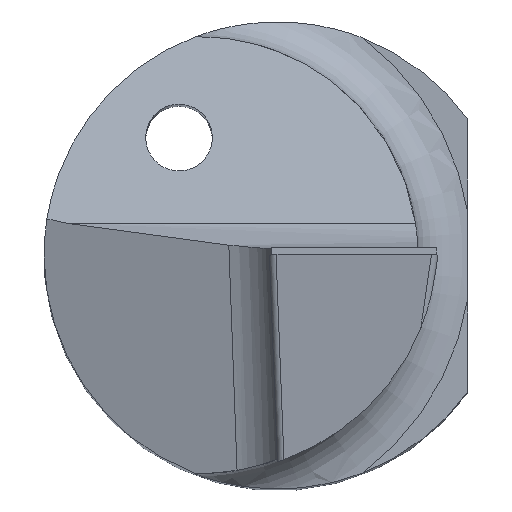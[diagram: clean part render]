
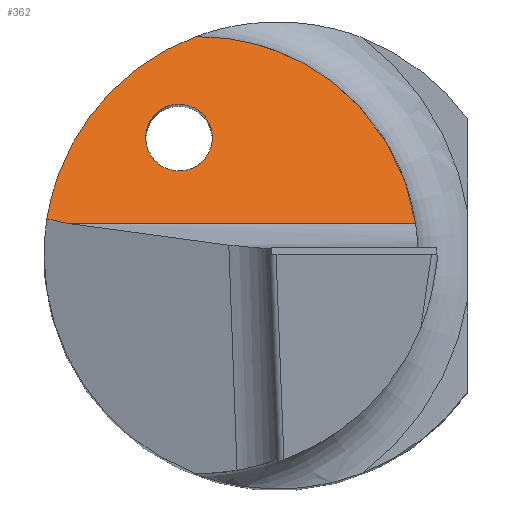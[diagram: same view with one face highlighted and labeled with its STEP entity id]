
A CAD part, top view. The second image highlights one B-rep face of the part: STEP entity #362.
In plain terms, the highlighted planar face has unit normal (0, 0.766, 0.643).
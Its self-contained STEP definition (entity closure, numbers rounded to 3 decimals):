
#8 = VERTEX_POINT ( 'NONE', #874 ) ;
#40 =( BOUNDED_CURVE ( )  B_SPLINE_CURVE ( 3, ( #71, #287, #292, #78 ),
 .UNSPECIFIED., .F., .F. ) 
 B_SPLINE_CURVE_WITH_KNOTS ( ( 4, 4 ),
 ( 4.858, 6.302 ),
 .UNSPECIFIED. ) 
 CURVE ( )  GEOMETRIC_REPRESENTATION_ITEM ( )  RATIONAL_B_SPLINE_CURVE ( ( 1., 0.834, 0.834, 1. ) ) 
 REPRESENTATION_ITEM ( '' )  );
#71 = CARTESIAN_POINT ( 'NONE',  ( 2.065, 0.474, 19.338 ) ) ;
#76 = CARTESIAN_POINT ( 'NONE',  ( -3.258, 1.817, 17.738 ) ) ;
#78 = CARTESIAN_POINT ( 'NONE',  ( -1.236, 3.274, 16.001 ) ) ;
#84 = CARTESIAN_POINT ( 'NONE',  ( 5., 0.474, 19.338 ) ) ;
#102 = VECTOR ( 'NONE', #219, 1000. ) ;
#113 = CARTESIAN_POINT ( 'NONE',  ( -2.478, 1.262, 18.399 ) ) ;
#119 = CARTESIAN_POINT ( 'NONE',  ( -1.478, 1.262, 18.399 ) ) ;
#149 = DIRECTION ( 'NONE',  ( 0., 0.766, 0.643 ) ) ;
#155 = FACE_BOUND ( 'NONE', #749, .T. ) ;
#170 = CARTESIAN_POINT ( 'NONE',  ( -3.15, 0.474, 19.338 ) ) ;
#186 = ORIENTED_EDGE ( 'NONE', *, *, #827, .T. ) ;
#206 = EDGE_CURVE ( 'NONE', #463, #502, #355, .T. ) ;
#219 = DIRECTION ( 'NONE',  ( -0.946, 0.208, -0.247 ) ) ;
#224 = CARTESIAN_POINT ( 'NONE',  ( 4.15, -1.127, 21.246 ) ) ;
#249 = EDGE_LOOP ( 'NONE', ( #413, #602, #186, #647 ) ) ;
#287 = CARTESIAN_POINT ( 'NONE',  ( 1.815, 2.187, 17.296 ) ) ;
#289 = CARTESIAN_POINT ( 'NONE',  ( 5., 0.474, 19.338 ) ) ;
#292 = CARTESIAN_POINT ( 'NONE',  ( 0.495, 3.307, 15.962 ) ) ;
#309 =( BOUNDED_CURVE ( )  B_SPLINE_CURVE ( 3, ( #598, #654, #76, #526 ),
 .UNSPECIFIED., .F., .F. ) 
 B_SPLINE_CURVE_WITH_KNOTS ( ( 4, 4 ),
 ( 0.361, 1.415 ),
 .UNSPECIFIED. ) 
 CURVE ( )  GEOMETRIC_REPRESENTATION_ITEM ( )  RATIONAL_B_SPLINE_CURVE ( ( 1., 0.909, 0.909, 1. ) ) 
 REPRESENTATION_ITEM ( '' )  );
#332 = CARTESIAN_POINT ( 'NONE',  ( -2.478, 2.262, 17.207 ) ) ;
#337 = CARTESIAN_POINT ( 'NONE',  ( -0.478, 2.262, 17.207 ) ) ;
#355 = LINE ( 'NONE', #289, #837 ) ;
#361 = VERTEX_POINT ( 'NONE', #516 ) ;
#362 = ADVANCED_FACE ( 'NONE', ( #155, #371 ), #790, .T. ) ;
#371 = FACE_OUTER_BOUND ( 'NONE', #249, .T. ) ;
#401 = EDGE_CURVE ( 'NONE', #720, #361, #309, .T. ) ;
#413 = ORIENTED_EDGE ( 'NONE', *, *, #876, .F. ) ;
#463 = VERTEX_POINT ( 'NONE', #735 ) ;
#479 = CARTESIAN_POINT ( 'NONE',  ( -1.478, 2.262, 17.207 ) ) ;
#487 = AXIS2_PLACEMENT_3D ( 'NONE', #84, #149, #594 ) ;
#502 = VERTEX_POINT ( 'NONE', #170 ) ;
#514 = ORIENTED_EDGE ( 'NONE', *, *, #662, .T. ) ;
#516 = CARTESIAN_POINT ( 'NONE',  ( -3.458, 0.542, 19.257 ) ) ;
#526 = CARTESIAN_POINT ( 'NONE',  ( -3.458, 0.542, 19.257 ) ) ;
#594 = DIRECTION ( 'NONE',  ( 0., -0.643, 0.766 ) ) ;
#598 = CARTESIAN_POINT ( 'NONE',  ( -1.236, 3.274, 16.001 ) ) ;
#602 = ORIENTED_EDGE ( 'NONE', *, *, #206, .F. ) ;
#620 = CARTESIAN_POINT ( 'NONE',  ( -1.478, 2.262, 17.207 ) ) ;
#643 = DIRECTION ( 'NONE',  ( -1., 0., 0. ) ) ;
#647 = ORIENTED_EDGE ( 'NONE', *, *, #401, .T. ) ;
#654 = CARTESIAN_POINT ( 'NONE',  ( -2.444, 2.819, 16.544 ) ) ;
#662 = EDGE_CURVE ( 'NONE', #8, #8, #887, .T. ) ;
#720 = VERTEX_POINT ( 'NONE', #909 ) ;
#735 = CARTESIAN_POINT ( 'NONE',  ( 2.065, 0.474, 19.338 ) ) ;
#749 = EDGE_LOOP ( 'NONE', ( #514 ) ) ;
#790 = PLANE ( 'NONE',  #487 ) ;
#827 = EDGE_CURVE ( 'NONE', #463, #720, #40, .T. ) ;
#837 = VECTOR ( 'NONE', #643, 1000. ) ;
#866 = LINE ( 'NONE', #224, #102 ) ;
#874 = CARTESIAN_POINT ( 'NONE',  ( -1.478, 2.262, 17.207 ) ) ;
#876 = EDGE_CURVE ( 'NONE', #502, #361, #866, .T. ) ;
#887 =( BOUNDED_CURVE ( )  B_SPLINE_CURVE ( 3, ( #479, #337, #906, #119, #113, #332, #620 ),
 .UNSPECIFIED., .T., .T. ) 
 B_SPLINE_CURVE_WITH_KNOTS ( ( 4, 3, 4 ),
 ( 0., 3.142, 6.283 ),
 .UNSPECIFIED. ) 
 CURVE ( )  GEOMETRIC_REPRESENTATION_ITEM ( )  RATIONAL_B_SPLINE_CURVE ( ( 1., 0.333, 0.333, 1., 0.333, 0.333, 1. ) ) 
 REPRESENTATION_ITEM ( '' )  );
#906 = CARTESIAN_POINT ( 'NONE',  ( -0.478, 1.262, 18.399 ) ) ;
#909 = CARTESIAN_POINT ( 'NONE',  ( -1.236, 3.274, 16.001 ) ) ;
